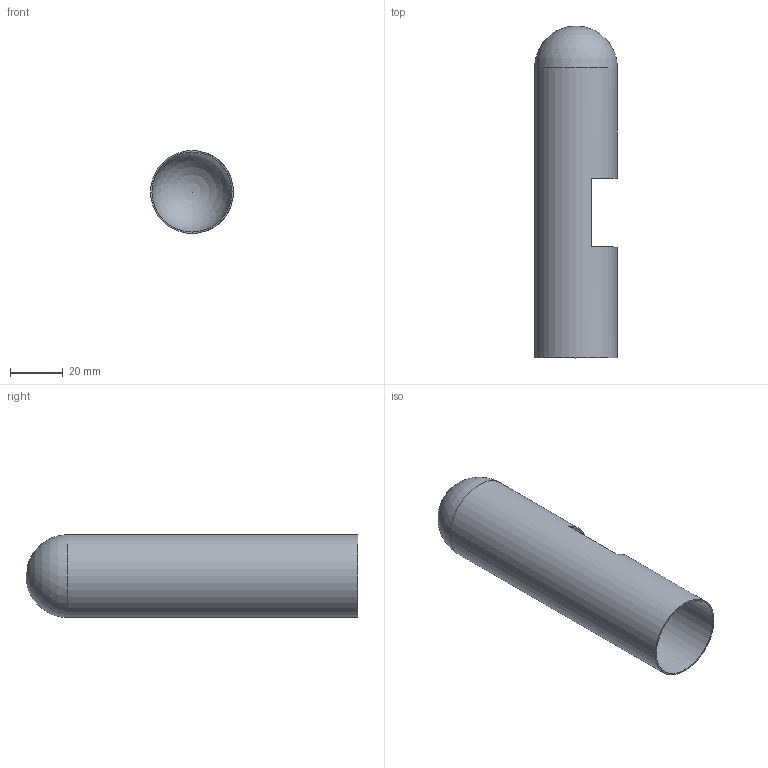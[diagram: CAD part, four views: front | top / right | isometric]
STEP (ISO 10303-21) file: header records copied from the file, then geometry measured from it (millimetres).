
FILE_DESCRIPTION(/* description */ (''),/* implementation_level */ '2;1');
FILE_NAME(/* name */ 'DPLX_P007_Wire_Mesh_Sleeve_Spark_Gap.stp',/* time_stamp */ '2018-07-31T12:28:24-07:00',/* author */ ('MJ'),/* organization */ (''),/* preprocessor_version */ 'ST-DEVELOPER v16.13',/* originating_system */ 'Autodesk Inventor 2018',/* authorisation */ '');
FILE_SCHEMA (('AUTOMOTIVE_DESIGN { 1 0 10303 214 3 1 1 }'));
Length unit declared in the file: millimetre
Products named in the file (1): DPLX_P007_Wire_Mesh_Sleeve_Spark_Gap
Bounding box: 31.42 x 125.71 x 31.42 mm (x, y, z)
Volume: 5981.4 mm3; surface area: 22548.8 mm2
Topology: 1 solids, 1 shells, 9 faces, 25 edges, 17 vertices
Faces by surface type: plane 5, sphere 2, cylinder 2
Full cylindrical faces by diameter (mm): 30.35 x1, 31.417 x1
Entity records: 273 total; most frequent: DIRECTION 44, CARTESIAN_POINT 38, ORIENTED_EDGE 32, AXIS2_PLACEMENT_3D 18, EDGE_CURVE 16, EDGE_LOOP 14, VERTEX_POINT 12, FACE_OUTER_BOUND 9
